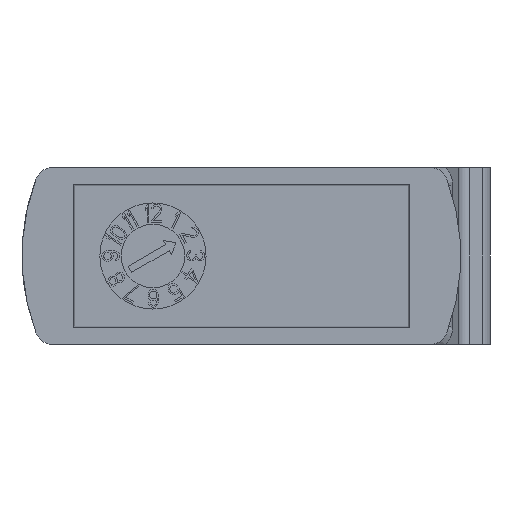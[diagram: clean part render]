
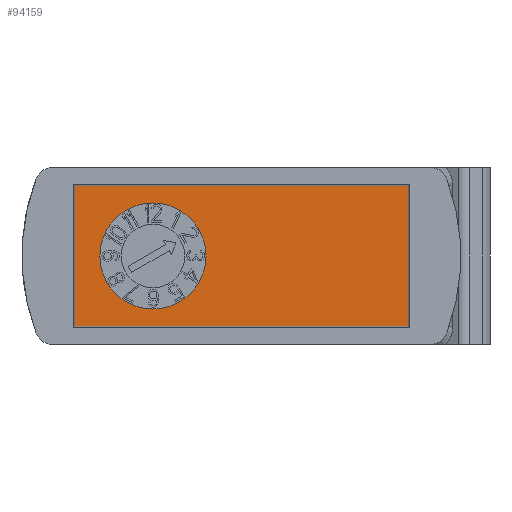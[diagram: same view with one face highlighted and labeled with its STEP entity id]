
A CAD part, front view. The second image highlights one B-rep face of the part: STEP entity #94159.
In plain terms, the highlighted planar face has unit normal (0, -1, 0).
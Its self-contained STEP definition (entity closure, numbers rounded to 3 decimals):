
#34535=DIRECTION('',(0.,0.,-1.));
#34536=VECTOR('',#34535,7.95);
#34537=CARTESIAN_POINT('',(-9.425,0.8,3.975));
#34538=LINE('',#34537,#34536);
#34539=DIRECTION('',(-1.,0.,0.));
#34540=VECTOR('',#34539,18.85);
#34541=CARTESIAN_POINT('',(9.425,0.8,3.975));
#34542=LINE('',#34541,#34540);
#34543=DIRECTION('',(0.,0.,-1.));
#34544=VECTOR('',#34543,7.95);
#34545=CARTESIAN_POINT('',(9.425,0.8,3.975));
#34546=LINE('',#34545,#34544);
#34547=DIRECTION('',(-1.,0.,0.));
#34548=VECTOR('',#34547,18.85);
#34549=CARTESIAN_POINT('',(9.425,0.8,-3.975));
#34550=LINE('',#34549,#34548);
#34551=CARTESIAN_POINT('',(-5.,0.8,0.));
#34552=DIRECTION('',(0.,1.,0.));
#34553=DIRECTION('',(-1.,0.,0.));
#34554=AXIS2_PLACEMENT_3D('',#34551,#34552,#34553);
#34556=CARTESIAN_POINT('',(-5.,0.8,0.));
#34557=DIRECTION('',(0.,1.,0.));
#34558=DIRECTION('',(1.,0.,0.));
#34559=AXIS2_PLACEMENT_3D('',#34556,#34557,#34558);
#40191=CARTESIAN_POINT('',(-9.425,0.8,3.975));
#40192=CARTESIAN_POINT('',(-9.425,0.8,-3.975));
#40193=VERTEX_POINT('',#40191);
#40194=VERTEX_POINT('',#40192);
#40195=CARTESIAN_POINT('',(9.425,0.8,3.975));
#40196=CARTESIAN_POINT('',(9.425,0.8,-3.975));
#40197=VERTEX_POINT('',#40195);
#40198=VERTEX_POINT('',#40196);
#40203=CARTESIAN_POINT('',(-8.,0.8,0.));
#40204=CARTESIAN_POINT('',(-2.,0.8,0.));
#40205=VERTEX_POINT('',#40203);
#40206=VERTEX_POINT('',#40204);
#94142=CARTESIAN_POINT('',(0.,0.8,0.));
#94143=DIRECTION('',(0.,-1.,0.));
#94144=DIRECTION('',(-1.,0.,0.));
#94145=AXIS2_PLACEMENT_3D('',#94142,#94143,#94144);
#94146=PLANE('',#94145);
#94147=ORIENTED_EDGE('',*,*,#94108,.F.);
#94148=ORIENTED_EDGE('',*,*,#94124,.F.);
#94149=ORIENTED_EDGE('',*,*,#94135,.T.);
#94150=ORIENTED_EDGE('',*,*,#94093,.T.);
#94151=EDGE_LOOP('',(#94147,#94148,#94149,#94150));
#94152=FACE_OUTER_BOUND('',#94151,.F.);
#94154=ORIENTED_EDGE('',*,*,#94153,.F.);
#94156=ORIENTED_EDGE('',*,*,#94155,.F.);
#94157=EDGE_LOOP('',(#94154,#94156));
#94158=FACE_BOUND('',#94157,.F.);
#94159=ADVANCED_FACE('',(#94152,#94158),#94146,.T.);
#34555=CIRCLE('',#34554,3.);
#34560=CIRCLE('',#34559,3.);
#94093=EDGE_CURVE('',#40198,#40194,#34550,.T.);
#94108=EDGE_CURVE('',#40193,#40194,#34538,.T.);
#94124=EDGE_CURVE('',#40197,#40193,#34542,.T.);
#94135=EDGE_CURVE('',#40197,#40198,#34546,.T.);
#94153=EDGE_CURVE('',#40205,#40206,#34555,.T.);
#94155=EDGE_CURVE('',#40206,#40205,#34560,.T.);
